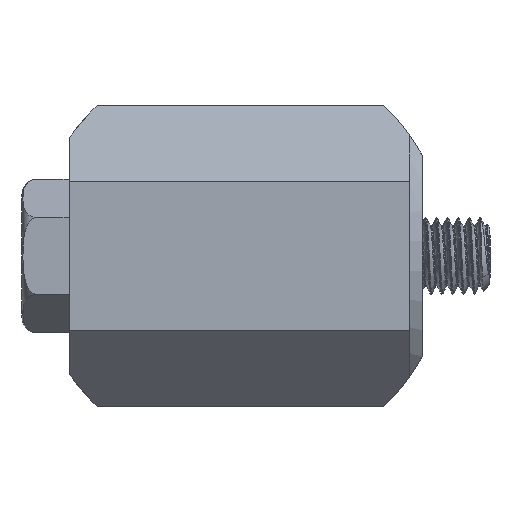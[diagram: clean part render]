
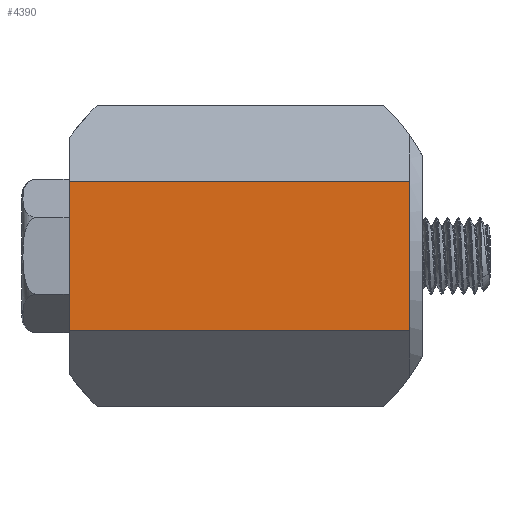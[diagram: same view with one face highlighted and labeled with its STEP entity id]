
A CAD part, left-side view. The second image highlights one B-rep face of the part: STEP entity #4390.
In plain terms, the highlighted planar face has unit normal (-1, 0, 0).
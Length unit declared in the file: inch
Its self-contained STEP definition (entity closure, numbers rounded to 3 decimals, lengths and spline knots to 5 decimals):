
#363=LINE('',#9868,#550);
#495=LINE('',#11639,#682);
#496=LINE('',#11640,#683);
#497=LINE('',#11641,#684);
#550=VECTOR('',#5148,0.3937);
#682=VECTOR('',#6010,0.3937);
#683=VECTOR('',#6011,0.3937);
#684=VECTOR('',#6012,0.3937);
#1101=FACE_OUTER_BOUND('',#1563,.T.);
#1563=EDGE_LOOP('',(#3559,#3560,#3561,#3562));
#1881=VERTEX_POINT('',#9865);
#1882=VERTEX_POINT('',#9867);
#2162=VERTEX_POINT('',#11637);
#2163=VERTEX_POINT('',#11638);
#2295=EDGE_CURVE('',#1881,#1882,#363,.T.);
#2642=EDGE_CURVE('',#2162,#2163,#495,.T.);
#2643=EDGE_CURVE('',#1882,#2163,#496,.T.);
#2644=EDGE_CURVE('',#2162,#1881,#497,.T.);
#3559=ORIENTED_EDGE('',*,*,#2642,.T.);
#3560=ORIENTED_EDGE('',*,*,#2643,.F.);
#3561=ORIENTED_EDGE('',*,*,#2295,.F.);
#3562=ORIENTED_EDGE('',*,*,#2644,.F.);
#3854=PLANE('',#4953);
#4390=ADVANCED_FACE('',(#1101),#3854,.T.);
#4953=AXIS2_PLACEMENT_3D('',#11636,#6008,#6009);
#5148=DIRECTION('',(0.,0.,1.));
#6008=DIRECTION('center_axis',(-1.,0.,0.));
#6009=DIRECTION('ref_axis',(0.,0.,1.));
#6010=DIRECTION('',(0.,0.,1.));
#6011=DIRECTION('',(0.,-1.,0.));
#6012=DIRECTION('',(0.,1.,0.));
#9865=CARTESIAN_POINT('',(-0.669,1.16,-0.245));
#9867=CARTESIAN_POINT('',(-0.669,1.16,0.245));
#9868=CARTESIAN_POINT('',(-0.669,1.16,0.495));
#11636=CARTESIAN_POINT('Origin',(-0.669,0.,-0.495));
#11637=CARTESIAN_POINT('',(-0.669,0.04,-0.245));
#11638=CARTESIAN_POINT('',(-0.669,0.04,0.245));
#11639=CARTESIAN_POINT('',(-0.669,0.04,-0.2475));
#11640=CARTESIAN_POINT('',(-0.669,0.,0.245));
#11641=CARTESIAN_POINT('',(-0.669,0.,-0.245));
